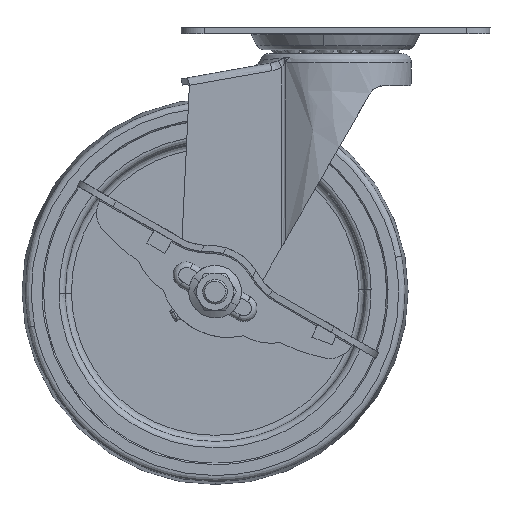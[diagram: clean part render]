
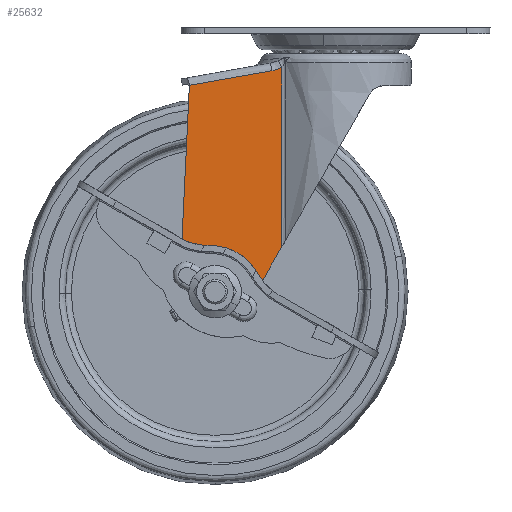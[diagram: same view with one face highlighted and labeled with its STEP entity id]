
A CAD part, front view. The second image highlights one B-rep face of the part: STEP entity #25632.
In plain terms, the highlighted free-form (B-spline) face has degree [1, 1] with [2, 2] control points.
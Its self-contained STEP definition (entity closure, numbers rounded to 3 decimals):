
#23123=CARTESIAN_POINT('',(-36.247,-18.0,-86.401));
#23124=VERTEX_POINT('',#23123);
#23130=CARTESIAN_POINT('',(-35.,-18.,-83.5));
#23131=VERTEX_POINT('',#23130);
#23132=CARTESIAN_POINT('',(-36.247,-18.0,-86.401));
#23133=CARTESIAN_POINT('',(-35.878,-18.,-86.053));
#23134=CARTESIAN_POINT('',(-35.238,-18.,-85.156));
#23135=CARTESIAN_POINT('',(-34.999,-18.,-84.075));
#23136=CARTESIAN_POINT('',(-35.,-18.,-83.5));
#23137=B_SPLINE_CURVE_WITH_KNOTS('',3,(#23132,#23133,#23134,#23135,#23136),.UNSPECIFIED.,.F.,.U.,(4,1,4),(0.,1.522,3.246),.UNSPECIFIED.);
#23138=EDGE_CURVE('',#23124,#23131,#23137,.T.);
#23140=CARTESIAN_POINT('',(-39.0,-18.0,-79.5));
#23141=VERTEX_POINT('',#23140);
#23142=CARTESIAN_POINT('',(-35.,-18.,-83.5));
#23143=CARTESIAN_POINT('',(-35.,-18.,-83.107));
#23144=CARTESIAN_POINT('',(-35.126,-18.,-82.256));
#23145=CARTESIAN_POINT('',(-35.723,-18.,-81.07));
#23146=CARTESIAN_POINT('',(-36.685,-18.,-80.154));
#23147=CARTESIAN_POINT('',(-37.822,-18.,-79.617));
#23148=CARTESIAN_POINT('',(-38.607,-18.,-79.5));
#23149=CARTESIAN_POINT('',(-39.0,-18.0,-79.5));
#23150=B_SPLINE_CURVE_WITH_KNOTS('',3,(#23142,#23143,#23144,#23145,#23146,#23147,#23148,#23149),.UNSPECIFIED.,.F.,.U.,(4,1,1,1,1,4),(0.,1.178,2.553,3.927,5.105,6.283),.UNSPECIFIED.);
#23151=EDGE_CURVE('',#23131,#23141,#23150,.T.);
#23153=CARTESIAN_POINT('',(-41.753,-18.0,-80.599));
#23154=VERTEX_POINT('',#23153);
#23155=CARTESIAN_POINT('',(-39.0,-18.0,-79.5));
#23156=CARTESIAN_POINT('',(-39.475,-18.,-79.5));
#23157=CARTESIAN_POINT('',(-40.487,-18.,-79.682));
#23158=CARTESIAN_POINT('',(-41.364,-18.0,-80.228));
#23159=CARTESIAN_POINT('',(-41.753,-18.0,-80.599));
#23160=B_SPLINE_CURVE_WITH_KNOTS('',3,(#23155,#23156,#23157,#23158,#23159),.UNSPECIFIED.,.F.,.U.,(4,1,4),(0.,1.424,3.037),.UNSPECIFIED.);
#23161=EDGE_CURVE('',#23141,#23154,#23160,.T.);
#23245=CARTESIAN_POINT('',(-43.,-18.,-83.5));
#23246=VERTEX_POINT('',#23245);
#23247=CARTESIAN_POINT('',(-41.753,-18.0,-80.599));
#23248=CARTESIAN_POINT('',(-42.171,-18.,-80.994));
#23249=CARTESIAN_POINT('',(-42.791,-18.,-81.911));
#23250=CARTESIAN_POINT('',(-43.,-18.,-82.993));
#23251=CARTESIAN_POINT('',(-43.,-18.,-83.5));
#23252=B_SPLINE_CURVE_WITH_KNOTS('',3,(#23247,#23248,#23249,#23250,#23251),.UNSPECIFIED.,.F.,.U.,(4,1,4),(0.,1.725,3.246),.UNSPECIFIED.);
#23253=EDGE_CURVE('',#23154,#23246,#23252,.T.);
#23255=CARTESIAN_POINT('',(-39.0,-18.0,-87.5));
#23256=VERTEX_POINT('',#23255);
#23257=CARTESIAN_POINT('',(-43.,-18.,-83.5));
#23258=CARTESIAN_POINT('',(-43.001,-18.,-84.056));
#23259=CARTESIAN_POINT('',(-42.833,-18.,-84.841));
#23260=CARTESIAN_POINT('',(-42.311,-18.,-85.791));
#23261=CARTESIAN_POINT('',(-41.675,-18.,-86.547));
#23262=CARTESIAN_POINT('',(-40.57,-18.,-87.285));
#23263=CARTESIAN_POINT('',(-39.556,-18.,-87.501));
#23264=CARTESIAN_POINT('',(-39.0,-18.0,-87.5));
#23265=B_SPLINE_CURVE_WITH_KNOTS('',3,(#23257,#23258,#23259,#23260,#23261,#23262,#23263,#23264),.UNSPECIFIED.,.F.,.U.,(4,1,1,1,1,4),(0.,1.669,2.356,3.24,4.614,6.283),.UNSPECIFIED.);
#23266=EDGE_CURVE('',#23246,#23256,#23265,.T.);
#23268=CARTESIAN_POINT('',(-39.0,-18.0,-87.5));
#23269=CARTESIAN_POINT('',(-38.462,-18.,-87.501));
#23270=CARTESIAN_POINT('',(-37.45,-18.,-87.293));
#23271=CARTESIAN_POINT('',(-36.591,-18.,-86.728));
#23272=CARTESIAN_POINT('',(-36.247,-18.0,-86.401));
#23273=B_SPLINE_CURVE_WITH_KNOTS('',3,(#23268,#23269,#23270,#23271,#23272),.UNSPECIFIED.,.F.,.U.,(4,1,4),(0.,1.613,3.037),.UNSPECIFIED.);
#23274=EDGE_CURVE('',#23256,#23124,#23273,.T.);
#24120=CARTESIAN_POINT('',(-47.324,-18.0,-16.693));
#24121=VERTEX_POINT('',#24120);
#24129=CARTESIAN_POINT('',(-20.595,-18.0,-11.98));
#24130=VERTEX_POINT('',#24129);
#24131=CARTESIAN_POINT('',(-20.595,-18.0,-11.98));
#24132=CARTESIAN_POINT('',(-47.324,-18.0,-16.693));
#24133=QUASI_UNIFORM_CURVE('',1,(#24131,#24132),.UNSPECIFIED.,.F.,.U.);
#24134=EDGE_CURVE('',#24130,#24121,#24133,.T.);
#24771=CARTESIAN_POINT('',(-17.385,-18.0,-10.731));
#24772=VERTEX_POINT('',#24771);
#24788=CARTESIAN_POINT('',(-17.385,-18.0,-68.974));
#24789=VERTEX_POINT('',#24788);
#24790=CARTESIAN_POINT('',(-17.385,-18.0,-68.974));
#24791=CARTESIAN_POINT('',(-17.385,-18.0,-10.731));
#24792=QUASI_UNIFORM_CURVE('',1,(#24790,#24791),.UNSPECIFIED.,.F.,.U.);
#24793=EDGE_CURVE('',#24789,#24772,#24792,.T.);
#24945=CARTESIAN_POINT('',(-50.487,-18.0,-82.952));
#24946=VERTEX_POINT('',#24945);
#24973=CARTESIAN_POINT('',(-29.03,-18.0,-89.231));
#24974=VERTEX_POINT('',#24973);
#24980=CARTESIAN_POINT('',(-50.487,-18.0,-82.952));
#24981=CARTESIAN_POINT('',(-50.533,-18.,-83.909));
#24982=CARTESIAN_POINT('',(-50.405,-18.,-85.555));
#24983=CARTESIAN_POINT('',(-49.715,-18.,-87.86));
#24984=CARTESIAN_POINT('',(-48.587,-18.,-90.033));
#24985=CARTESIAN_POINT('',(-46.964,-18.,-91.931));
#24986=CARTESIAN_POINT('',(-45.063,-18.,-93.343));
#24987=CARTESIAN_POINT('',(-43.126,-18.,-94.307));
#24988=CARTESIAN_POINT('',(-41.038,-18.,-94.895));
#24989=CARTESIAN_POINT('',(-38.918,-18.,-95.057));
#24990=CARTESIAN_POINT('',(-36.525,-18.,-94.827));
#24991=CARTESIAN_POINT('',(-34.3,-18.,-94.104));
#24992=CARTESIAN_POINT('',(-32.442,-18.,-92.993));
#24993=CARTESIAN_POINT('',(-30.667,-18.,-91.561));
#24994=CARTESIAN_POINT('',(-29.627,-18.,-90.271));
#24995=CARTESIAN_POINT('',(-29.03,-18.0,-89.231));
#24996=B_SPLINE_CURVE_WITH_KNOTS('',3,(#24980,#24981,#24982,#24983,#24984,#24985,#24986,#24987,#24988,#24989,#24990,#24991,#24992,#24993,#24994,#24995),.UNSPECIFIED.,.F.,.U.,(4,1,1,1,1,1,1,1,1,1,1,1,1,4),(0.,2.876,4.913,7.19,10.186,12.343,14.26,16.657,18.814,20.611,23.847,25.764,27.082,30.677),.UNSPECIFIED.);
#24997=EDGE_CURVE('',#24946,#24974,#24996,.T.);
#25084=CARTESIAN_POINT('',(-47.324,-18.0,-16.693));
#25085=CARTESIAN_POINT('',(-50.487,-18.0,-82.952));
#25086=QUASI_UNIFORM_CURVE('',1,(#25084,#25085),.UNSPECIFIED.,.F.,.U.);
#25087=EDGE_CURVE('',#24121,#24946,#25086,.T.);
#25471=CARTESIAN_POINT('',(-17.385,-18.0,-68.974));
#25472=CARTESIAN_POINT('',(-29.03,-18.0,-89.231));
#25473=QUASI_UNIFORM_CURVE('',1,(#25471,#25472),.UNSPECIFIED.,.F.,.U.);
#25474=EDGE_CURVE('',#24789,#24974,#25473,.T.);
#25597=CARTESIAN_POINT('',(-52.144,-18.0,-99.207));
#25598=CARTESIAN_POINT('',(-15.732,-18.0,-99.207));
#25599=CARTESIAN_POINT('',(-52.144,-18.0,-6.522));
#25600=CARTESIAN_POINT('',(-15.732,-18.0,-6.522));
#25601=B_SPLINE_SURFACE_WITH_KNOTS('',1,1,((#25597,#25599),(#25598,#25600)),.UNSPECIFIED.,.F.,.F.,.U.,(2,2),(2,2),(0.0,36.412),(0.0,92.685),.UNSPECIFIED.);
#25602=ORIENTED_EDGE('',*,*,#24793,.T.);
#25603=CARTESIAN_POINT('',(-17.385,-18.0,-10.731));
#25604=CARTESIAN_POINT('',(-17.509,-18.0,-10.809));
#25605=CARTESIAN_POINT('',(-17.634,-18.0,-10.883));
#25606=CARTESIAN_POINT('',(-17.887,-18.0,-11.026));
#25607=CARTESIAN_POINT('',(-18.015,-18.0,-11.094));
#25608=CARTESIAN_POINT('',(-18.403,-18.0,-11.289));
#25609=CARTESIAN_POINT('',(-18.666,-18.0,-11.407));
#25610=CARTESIAN_POINT('',(-19.201,-18.,-11.615));
#25611=CARTESIAN_POINT('',(-19.473,-18.0,-11.707));
#25612=CARTESIAN_POINT('',(-20.027,-18.0,-11.864));
#25613=CARTESIAN_POINT('',(-20.309,-18.0,-11.929));
#25614=CARTESIAN_POINT('',(-20.595,-18.0,-11.98));
#25615=B_SPLINE_CURVE_WITH_KNOTS('',3,(#25603,#25604,#25605,#25606,#25607,#25608,#25609,#25610,#25611,#25612,#25613,#25614),.UNSPECIFIED.,.F.,.U.,(4,2,2,2,2,4),(0.0,0.125,0.25,0.5,0.75,1.0),.UNSPECIFIED.);
#25616=EDGE_CURVE('',#24772,#24130,#25615,.T.);
#25617=ORIENTED_EDGE('',*,*,#25616,.T.);
#25618=ORIENTED_EDGE('',*,*,#24134,.T.);
#25619=ORIENTED_EDGE('',*,*,#25087,.T.);
#25620=ORIENTED_EDGE('',*,*,#24997,.T.);
#25621=ORIENTED_EDGE('',*,*,#25474,.F.);
#25622=EDGE_LOOP('',(#25602,#25617,#25618,#25619,#25620,#25621));
#25623=FACE_OUTER_BOUND('',#25622,.T.);
#25624=ORIENTED_EDGE('',*,*,#23151,.F.);
#25625=ORIENTED_EDGE('',*,*,#23138,.F.);
#25626=ORIENTED_EDGE('',*,*,#23274,.F.);
#25627=ORIENTED_EDGE('',*,*,#23266,.F.);
#25628=ORIENTED_EDGE('',*,*,#23253,.F.);
#25629=ORIENTED_EDGE('',*,*,#23161,.F.);
#25630=EDGE_LOOP('',(#25624,#25625,#25626,#25627,#25628,#25629));
#25631=FACE_BOUND('',#25630,.T.);
#25632=ADVANCED_FACE('',(#25623,#25631),#25601,.T.);
